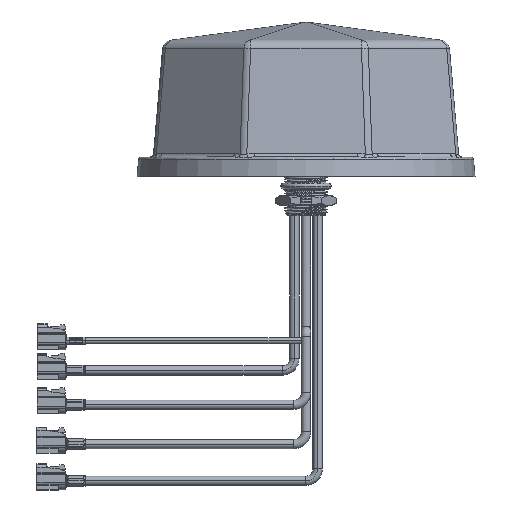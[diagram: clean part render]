
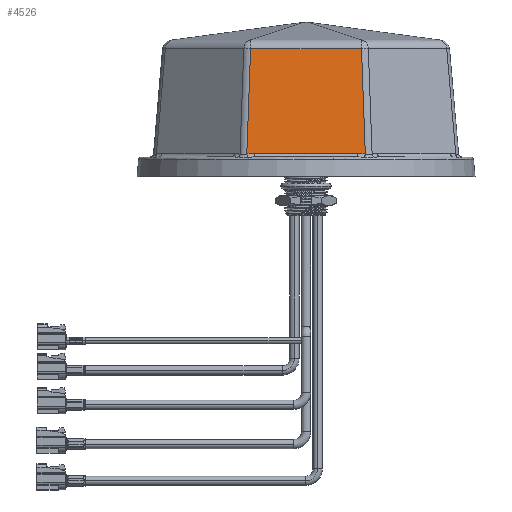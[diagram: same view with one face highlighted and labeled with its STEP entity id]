
A CAD part, top view. The second image highlights one B-rep face of the part: STEP entity #4526.
In plain terms, the highlighted planar face has unit normal (0, 0.087, 0.996).
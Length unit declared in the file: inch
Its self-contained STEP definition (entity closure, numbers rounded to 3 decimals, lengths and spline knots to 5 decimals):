
#2930 = B_SPLINE_CURVE_WITH_KNOTS ( 'NONE', 3,
 ( #39679, #7464, #33331, #30133 ),
 .UNSPECIFIED., .F., .F.,
 ( 4, 4 ),
 ( 0., 1. ),
 .UNSPECIFIED. ) ;
#4324 = VERTEX_POINT ( 'NONE', #28377 ) ;
#4417 = CARTESIAN_POINT ( 'NONE',  ( 1.05094, 0.46562, 3.1091 ) ) ;
#4526 = ADVANCED_FACE ( 'NONE', ( #41918 ), #22663, .F. ) ;
#4558 = AXIS2_PLACEMENT_3D ( 'NONE', #12877, #35570, #38767 ) ;
#4850 = CARTESIAN_POINT ( 'NONE',  ( -1.12017, 0.4656, 3.10911 ) ) ;
#6275 = EDGE_CURVE ( 'NONE', #4324, #6441, #28362, .T. ) ;
#6441 = VERTEX_POINT ( 'NONE', #10821 ) ;
#6800 = CARTESIAN_POINT ( 'NONE',  ( 0.35031, 0.46562, 3.1091 ) ) ;
#7464 = CARTESIAN_POINT ( 'NONE',  ( -1.18123, 1.1697, 3.04785 ) ) ;
#8383 = CARTESIAN_POINT ( 'NONE',  ( 1.05094, 0.46562, 3.1091 ) ) ;
#8953 = ORIENTED_EDGE ( 'NONE', *, *, #11708, .F. ) ;
#9270 = B_SPLINE_CURVE_WITH_KNOTS ( 'NONE', 3,
 ( #24049, #11082, #20425, #16608 ),
 .UNSPECIFIED., .F., .F.,
 ( 4, 4 ),
 ( 0., 1. ),
 .UNSPECIFIED. ) ;
#9942 = B_SPLINE_CURVE_WITH_KNOTS ( 'NONE', 3,
 ( #33885, #4850, #30704, #24775 ),
 .UNSPECIFIED., .F., .F.,
 ( 4, 4 ),
 ( 0., 1. ),
 .UNSPECIFIED. ) ;
#10821 = CARTESIAN_POINT ( 'NONE',  ( 1.12972, 2.59901, 2.92351 ) ) ;
#11082 = CARTESIAN_POINT ( 'NONE',  ( 1.17234, 0.46036, 3.10952 ) ) ;
#11596 = CARTESIAN_POINT ( 'NONE',  ( -1.20698, 0.45504, 3.11002 ) ) ;
#11708 = EDGE_CURVE ( 'NONE', #25714, #21439, #2930, .T. ) ;
#11908 = CARTESIAN_POINT ( 'NONE',  ( 1.12972, 2.59901, 2.92351 ) ) ;
#12877 = CARTESIAN_POINT ( 'NONE',  ( 1.5748, 0., 3.14961 ) ) ;
#14078 = VERTEX_POINT ( 'NONE', #41092 ) ;
#15108 = CARTESIAN_POINT ( 'NONE',  ( 1.20698, 0.45504, 3.11002 ) ) ;
#15668 = VECTOR ( 'NONE', #26358, 39.37008 ) ;
#16608 = CARTESIAN_POINT ( 'NONE',  ( 1.05094, 0.46562, 3.1091 ) ) ;
#19532 = ORIENTED_EDGE ( 'NONE', *, *, #41504, .F. ) ;
#20300 = CARTESIAN_POINT ( 'NONE',  ( -0.35031, 0.46562, 3.1091 ) ) ;
#20425 = CARTESIAN_POINT ( 'NONE',  ( 1.12013, 0.4656, 3.10911 ) ) ;
#20947 = CARTESIAN_POINT ( 'NONE',  ( -1.05094, 0.46562, 3.1091 ) ) ;
#21439 = VERTEX_POINT ( 'NONE', #34511 ) ;
#22663 = PLANE ( 'NONE',  #4558 ) ;
#24049 = CARTESIAN_POINT ( 'NONE',  ( 1.20698, 0.45504, 3.11002 ) ) ;
#24327 = EDGE_LOOP ( 'NONE', ( #36070, #19532, #8953, #25362, #25333, #25407 ) ) ;
#24775 = CARTESIAN_POINT ( 'NONE',  ( -1.20698, 0.45504, 3.11002 ) ) ;
#25333 = ORIENTED_EDGE ( 'NONE', *, *, #33060, .F. ) ;
#25362 = ORIENTED_EDGE ( 'NONE', *, *, #38621, .F. ) ;
#25407 = ORIENTED_EDGE ( 'NONE', *, *, #41529, .F. ) ;
#25714 = VERTEX_POINT ( 'NONE', #11596 ) ;
#26358 = DIRECTION ( 'NONE',  ( 1., 0., 0. ) ) ;
#26508 = VERTEX_POINT ( 'NONE', #8383 ) ;
#26568 = CARTESIAN_POINT ( 'NONE',  ( -1.12972, 2.59901, 2.92351 ) ) ;
#28039 = CARTESIAN_POINT ( 'NONE',  ( 1.15548, 1.88435, 2.98568 ) ) ;
#28362 = B_SPLINE_CURVE_WITH_KNOTS ( 'NONE', 3,
 ( #15108, #40325, #28039, #11908 ),
 .UNSPECIFIED., .F., .F.,
 ( 4, 4 ),
 ( 0., 1. ),
 .UNSPECIFIED. ) ;
#28377 = CARTESIAN_POINT ( 'NONE',  ( 1.20698, 0.45504, 3.11002 ) ) ;
#29952 = LINE ( 'NONE', #26568, #15668 ) ;
#30133 = CARTESIAN_POINT ( 'NONE',  ( -1.12972, 2.59901, 2.92351 ) ) ;
#30704 = CARTESIAN_POINT ( 'NONE',  ( -1.17238, 0.46036, 3.10953 ) ) ;
#33060 = EDGE_CURVE ( 'NONE', #26508, #14078, #36245, .T. ) ;
#33331 = CARTESIAN_POINT ( 'NONE',  ( -1.15548, 1.88435, 2.98568 ) ) ;
#33885 = CARTESIAN_POINT ( 'NONE',  ( -1.05094, 0.46562, 3.1091 ) ) ;
#34511 = CARTESIAN_POINT ( 'NONE',  ( -1.12972, 2.59901, 2.92351 ) ) ;
#35570 = DIRECTION ( 'NONE',  ( 0., -0.087, -0.996 ) ) ;
#36070 = ORIENTED_EDGE ( 'NONE', *, *, #6275, .T. ) ;
#36245 = B_SPLINE_CURVE_WITH_KNOTS ( 'NONE', 3,
 ( #4417, #6800, #20300, #20947 ),
 .UNSPECIFIED., .F., .F.,
 ( 4, 4 ),
 ( 0., 1. ),
 .UNSPECIFIED. ) ;
#38621 = EDGE_CURVE ( 'NONE', #14078, #25714, #9942, .T. ) ;
#38767 = DIRECTION ( 'NONE',  ( 0., -0.996, 0.087 ) ) ;
#39679 = CARTESIAN_POINT ( 'NONE',  ( -1.20698, 0.45504, 3.11002 ) ) ;
#40325 = CARTESIAN_POINT ( 'NONE',  ( 1.18123, 1.1697, 3.04785 ) ) ;
#41092 = CARTESIAN_POINT ( 'NONE',  ( -1.05094, 0.46562, 3.1091 ) ) ;
#41504 = EDGE_CURVE ( 'NONE', #21439, #6441, #29952, .T. ) ;
#41529 = EDGE_CURVE ( 'NONE', #4324, #26508, #9270, .T. ) ;
#41918 = FACE_OUTER_BOUND ( 'NONE', #24327, .T. ) ;
